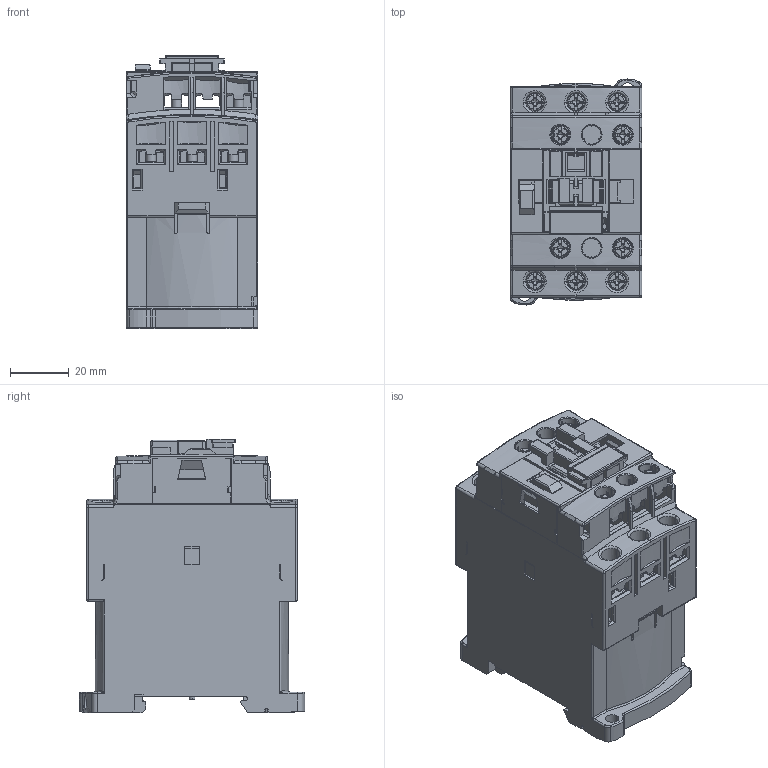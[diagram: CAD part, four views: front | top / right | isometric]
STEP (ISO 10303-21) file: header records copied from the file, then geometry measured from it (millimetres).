
FILE_DESCRIPTION (( 'STEP AP203' ), '1' );
FILE_NAME ('DPE09BL.step', '2023-08-31T20:02:23', ( '' ), ( '' ), 'SwSTEP 2.0', 'SolidWorks 2021', '' );
FILE_SCHEMA (( 'CONFIG_CONTROL_DESIGN' ));
Length unit declared in the file: inch
Products named in the file (1): DPE09BL
Bounding box: 44.8 x 76.98 x 93.25 mm (x, y, z)
Volume: 205390.9 mm3; surface area: 61267.3 mm2
Topology: 10 solids, 25 shells, 3575 faces, 10208 edges, 6633 vertices
Faces by surface type: plane 2470, cylinder 705, cone 160, torus 145, bspline 64, sphere 31
Entity records: 126731 total; most frequent: CARTESIAN_POINT 35607, ORIENTED_EDGE 20318, DIRECTION 17180, EDGE_CURVE 10159, VECTOR 7206, LINE 7206, VERTEX_POINT 6631, AXIS2_PLACEMENT_3D 4987
